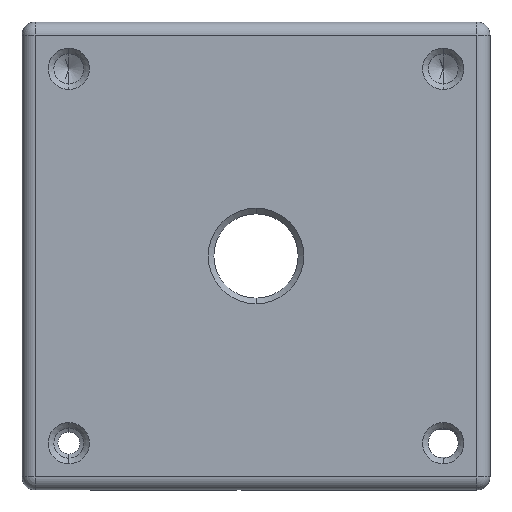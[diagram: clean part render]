
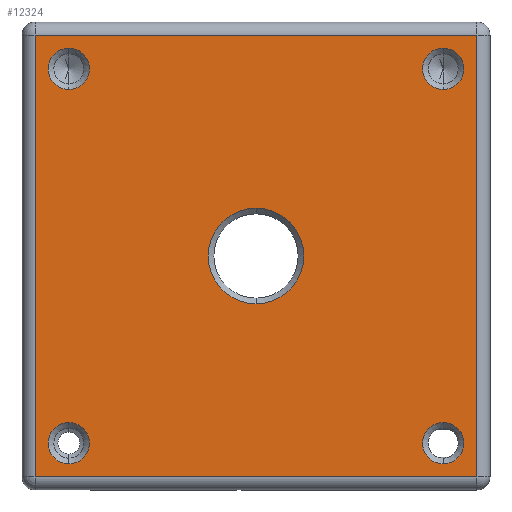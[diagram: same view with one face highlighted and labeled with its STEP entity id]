
A CAD part, front view. The second image highlights one B-rep face of the part: STEP entity #12324.
In plain terms, the highlighted planar face has unit normal (0, -1, 0).
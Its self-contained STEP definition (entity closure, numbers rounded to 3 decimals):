
#149 = ORIENTED_EDGE ( 'NONE', *, *, #2479, .T. ) ;
#357 = CARTESIAN_POINT ( 'NONE',  ( 10., 0., -10. ) ) ;
#639 = DIRECTION ( 'NONE',  ( 0., 1., 0. ) ) ;
#933 = EDGE_CURVE ( 'NONE', #12259, #13116, #8136, .T. ) ;
#1458 = VERTEX_POINT ( 'NONE', #16678 ) ;
#1500 = CARTESIAN_POINT ( 'NONE',  ( 10., 0., -10. ) ) ;
#1529 = CARTESIAN_POINT ( 'NONE',  ( 0., 0., 2.55 ) ) ;
#1548 = AXIS2_PLACEMENT_3D ( 'NONE', #14154, #5765, #15533 ) ;
#1562 = LINE ( 'NONE', #11977, #12884 ) ;
#1637 = EDGE_LOOP ( 'NONE', ( #5399, #149 ) ) ;
#1652 = CARTESIAN_POINT ( 'NONE',  ( 10., 0., -11.1 ) ) ;
#1789 = CARTESIAN_POINT ( 'NONE',  ( 10., 0., 8.9 ) ) ;
#2125 = DIRECTION ( 'NONE',  ( 0., 1., 0. ) ) ;
#2263 = VECTOR ( 'NONE', #10604, 1000. ) ;
#2479 = EDGE_CURVE ( 'NONE', #16584, #7810, #11504, .T. ) ;
#2635 = FACE_BOUND ( 'NONE', #1637, .T. ) ;
#2677 = DIRECTION ( 'NONE',  ( 0., 0., -1. ) ) ;
#2722 = CARTESIAN_POINT ( 'NONE',  ( 10., 0., 11.1 ) ) ;
#2889 = AXIS2_PLACEMENT_3D ( 'NONE', #10600, #17332, #14408 ) ;
#3189 = ORIENTED_EDGE ( 'NONE', *, *, #17284, .T. ) ;
#3247 = CARTESIAN_POINT ( 'NONE',  ( 11.8, 0., -11.8 ) ) ;
#3374 = ORIENTED_EDGE ( 'NONE', *, *, #7641, .T. ) ;
#3779 = CIRCLE ( 'NONE', #7021, 1.1 ) ;
#3793 = EDGE_LOOP ( 'NONE', ( #8665, #3374, #6242, #17647 ) ) ;
#4040 = FACE_BOUND ( 'NONE', #17941, .T. ) ;
#4697 = EDGE_CURVE ( 'NONE', #7810, #16584, #12878, .T. ) ;
#4937 = AXIS2_PLACEMENT_3D ( 'NONE', #5457, #12713, #8392 ) ;
#4973 = CARTESIAN_POINT ( 'NONE',  ( -10., 0., 11.1 ) ) ;
#4991 = CARTESIAN_POINT ( 'NONE',  ( -10., 0., 10. ) ) ;
#5399 = ORIENTED_EDGE ( 'NONE', *, *, #4697, .T. ) ;
#5423 = AXIS2_PLACEMENT_3D ( 'NONE', #4991, #15032, #12173 ) ;
#5457 = CARTESIAN_POINT ( 'NONE',  ( 0., 0., 0. ) ) ;
#5568 = DIRECTION ( 'NONE',  ( 0., 1., 0. ) ) ;
#5722 = EDGE_CURVE ( 'NONE', #6886, #14184, #6890, .T. ) ;
#5765 = DIRECTION ( 'NONE',  ( 0., 1., 0. ) ) ;
#5847 = VECTOR ( 'NONE', #2677, 1000. ) ;
#5889 = ORIENTED_EDGE ( 'NONE', *, *, #7327, .T. ) ;
#6021 = DIRECTION ( 'NONE',  ( 0., 0., 1. ) ) ;
#6148 = VECTOR ( 'NONE', #9532, 1000. ) ;
#6242 = ORIENTED_EDGE ( 'NONE', *, *, #7913, .T. ) ;
#6267 = AXIS2_PLACEMENT_3D ( 'NONE', #15818, #10461, #17552 ) ;
#6324 = CIRCLE ( 'NONE', #10469, 1.1 ) ;
#6365 = EDGE_CURVE ( 'NONE', #14657, #1458, #9526, .T. ) ;
#6666 = CARTESIAN_POINT ( 'NONE',  ( 11.8, 0., 0. ) ) ;
#6703 = CARTESIAN_POINT ( 'NONE',  ( 0., 0., -11.8 ) ) ;
#6886 = VERTEX_POINT ( 'NONE', #4973 ) ;
#6890 = CIRCLE ( 'NONE', #5423, 1.1 ) ;
#7021 = AXIS2_PLACEMENT_3D ( 'NONE', #17418, #2125, #6021 ) ;
#7119 = DIRECTION ( 'NONE',  ( 0., 0., 1. ) ) ;
#7327 = EDGE_CURVE ( 'NONE', #12269, #13394, #8769, .T. ) ;
#7377 = EDGE_CURVE ( 'NONE', #13116, #12259, #3779, .T. ) ;
#7397 = CARTESIAN_POINT ( 'NONE',  ( 0., 0., 0. ) ) ;
#7452 = ORIENTED_EDGE ( 'NONE', *, *, #6365, .T. ) ;
#7603 = CARTESIAN_POINT ( 'NONE',  ( -10., 0., -10. ) ) ;
#7641 = EDGE_CURVE ( 'NONE', #12603, #17700, #12814, .T. ) ;
#7810 = VERTEX_POINT ( 'NONE', #16362 ) ;
#7827 = DIRECTION ( 'NONE',  ( -1., 0., 0. ) ) ;
#7913 = EDGE_CURVE ( 'NONE', #17700, #9940, #15077, .T. ) ;
#8136 = CIRCLE ( 'NONE', #17532, 1.1 ) ;
#8197 = CARTESIAN_POINT ( 'NONE',  ( 11.8, 0., 11.8 ) ) ;
#8265 = FACE_BOUND ( 'NONE', #13207, .T. ) ;
#8310 = CARTESIAN_POINT ( 'NONE',  ( -11.8, 0., 0. ) ) ;
#8392 = DIRECTION ( 'NONE',  ( 0., 0., 1. ) ) ;
#8418 = DIRECTION ( 'NONE',  ( 0., 1., 0. ) ) ;
#8665 = ORIENTED_EDGE ( 'NONE', *, *, #9194, .T. ) ;
#8769 = CIRCLE ( 'NONE', #2889, 1.1 ) ;
#9141 = ORIENTED_EDGE ( 'NONE', *, *, #933, .T. ) ;
#9194 = EDGE_CURVE ( 'NONE', #9378, #12603, #1562, .T. ) ;
#9378 = VERTEX_POINT ( 'NONE', #8197 ) ;
#9379 = ORIENTED_EDGE ( 'NONE', *, *, #7377, .T. ) ;
#9411 = LINE ( 'NONE', #6666, #2263 ) ;
#9468 = ORIENTED_EDGE ( 'NONE', *, *, #10434, .T. ) ;
#9526 = CIRCLE ( 'NONE', #17750, 1.1 ) ;
#9532 = DIRECTION ( 'NONE',  ( 1., 0., 0. ) ) ;
#9862 = CARTESIAN_POINT ( 'NONE',  ( -11.8, 0., 11.8 ) ) ;
#9940 = VERTEX_POINT ( 'NONE', #3247 ) ;
#10032 = EDGE_CURVE ( 'NONE', #9940, #9378, #9411, .T. ) ;
#10248 = FACE_BOUND ( 'NONE', #14010, .T. ) ;
#10414 = CARTESIAN_POINT ( 'NONE',  ( -10., 0., 8.9 ) ) ;
#10434 = EDGE_CURVE ( 'NONE', #14184, #6886, #13332, .T. ) ;
#10461 = DIRECTION ( 'NONE',  ( 0., 1., 0. ) ) ;
#10469 = AXIS2_PLACEMENT_3D ( 'NONE', #357, #639, #11523 ) ;
#10586 = EDGE_CURVE ( 'NONE', #13394, #12269, #11525, .T. ) ;
#10600 = CARTESIAN_POINT ( 'NONE',  ( 10., 0., 10. ) ) ;
#10604 = DIRECTION ( 'NONE',  ( 0., 0., 1. ) ) ;
#11504 = CIRCLE ( 'NONE', #15088, 2.55 ) ;
#11523 = DIRECTION ( 'NONE',  ( 0., 0., 1. ) ) ;
#11525 = CIRCLE ( 'NONE', #1548, 1.1 ) ;
#11977 = CARTESIAN_POINT ( 'NONE',  ( 0., 0., 11.8 ) ) ;
#12173 = DIRECTION ( 'NONE',  ( 0., 0., 1. ) ) ;
#12259 = VERTEX_POINT ( 'NONE', #13806 ) ;
#12269 = VERTEX_POINT ( 'NONE', #2722 ) ;
#12324 = ADVANCED_FACE ( 'NONE', ( #2635, #15272, #4040, #8265, #10248, #13016 ), #15870, .F. ) ;
#12470 = CARTESIAN_POINT ( 'NONE',  ( 0., 0., 0. ) ) ;
#12527 = AXIS2_PLACEMENT_3D ( 'NONE', #7397, #17334, #16044 ) ;
#12572 = DIRECTION ( 'NONE',  ( 0., 0., 1. ) ) ;
#12603 = VERTEX_POINT ( 'NONE', #9862 ) ;
#12713 = DIRECTION ( 'NONE',  ( 0., 1., 0. ) ) ;
#12814 = LINE ( 'NONE', #8310, #5847 ) ;
#12878 = CIRCLE ( 'NONE', #4937, 2.55 ) ;
#12884 = VECTOR ( 'NONE', #7827, 1000. ) ;
#13016 = FACE_OUTER_BOUND ( 'NONE', #3793, .T. ) ;
#13116 = VERTEX_POINT ( 'NONE', #17838 ) ;
#13164 = ORIENTED_EDGE ( 'NONE', *, *, #10586, .T. ) ;
#13207 = EDGE_LOOP ( 'NONE', ( #9379, #9141 ) ) ;
#13332 = CIRCLE ( 'NONE', #6267, 1.1 ) ;
#13394 = VERTEX_POINT ( 'NONE', #1789 ) ;
#13806 = CARTESIAN_POINT ( 'NONE',  ( -10., 0., -8.9 ) ) ;
#14010 = EDGE_LOOP ( 'NONE', ( #7452, #3189 ) ) ;
#14154 = CARTESIAN_POINT ( 'NONE',  ( 10., 0., 10. ) ) ;
#14184 = VERTEX_POINT ( 'NONE', #10414 ) ;
#14389 = CARTESIAN_POINT ( 'NONE',  ( -11.8, 0., -11.8 ) ) ;
#14408 = DIRECTION ( 'NONE',  ( 0., 0., 1. ) ) ;
#14514 = DIRECTION ( 'NONE',  ( 0., 1., 0. ) ) ;
#14657 = VERTEX_POINT ( 'NONE', #1652 ) ;
#15032 = DIRECTION ( 'NONE',  ( 0., 1., 0. ) ) ;
#15077 = LINE ( 'NONE', #6703, #6148 ) ;
#15088 = AXIS2_PLACEMENT_3D ( 'NONE', #12470, #5568, #7119 ) ;
#15272 = FACE_BOUND ( 'NONE', #16140, .T. ) ;
#15533 = DIRECTION ( 'NONE',  ( 0., 0., 1. ) ) ;
#15818 = CARTESIAN_POINT ( 'NONE',  ( -10., 0., 10. ) ) ;
#15870 = PLANE ( 'NONE',  #12527 ) ;
#16044 = DIRECTION ( 'NONE',  ( 0., 0., 1. ) ) ;
#16064 = DIRECTION ( 'NONE',  ( 0., 0., 1. ) ) ;
#16140 = EDGE_LOOP ( 'NONE', ( #13164, #5889 ) ) ;
#16362 = CARTESIAN_POINT ( 'NONE',  ( 0., 0., -2.55 ) ) ;
#16584 = VERTEX_POINT ( 'NONE', #1529 ) ;
#16678 = CARTESIAN_POINT ( 'NONE',  ( 10., 0., -8.9 ) ) ;
#17284 = EDGE_CURVE ( 'NONE', #1458, #14657, #6324, .T. ) ;
#17332 = DIRECTION ( 'NONE',  ( 0., 1., 0. ) ) ;
#17334 = DIRECTION ( 'NONE',  ( 0., 1., 0. ) ) ;
#17418 = CARTESIAN_POINT ( 'NONE',  ( -10., 0., -10. ) ) ;
#17466 = ORIENTED_EDGE ( 'NONE', *, *, #5722, .T. ) ;
#17532 = AXIS2_PLACEMENT_3D ( 'NONE', #7603, #14514, #16064 ) ;
#17552 = DIRECTION ( 'NONE',  ( 0., 0., 1. ) ) ;
#17647 = ORIENTED_EDGE ( 'NONE', *, *, #10032, .T. ) ;
#17700 = VERTEX_POINT ( 'NONE', #14389 ) ;
#17750 = AXIS2_PLACEMENT_3D ( 'NONE', #1500, #8418, #12572 ) ;
#17838 = CARTESIAN_POINT ( 'NONE',  ( -10., 0., -11.1 ) ) ;
#17941 = EDGE_LOOP ( 'NONE', ( #9468, #17466 ) ) ;
